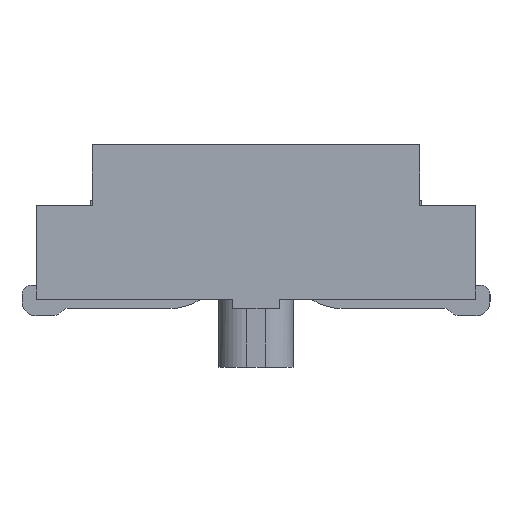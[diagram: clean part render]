
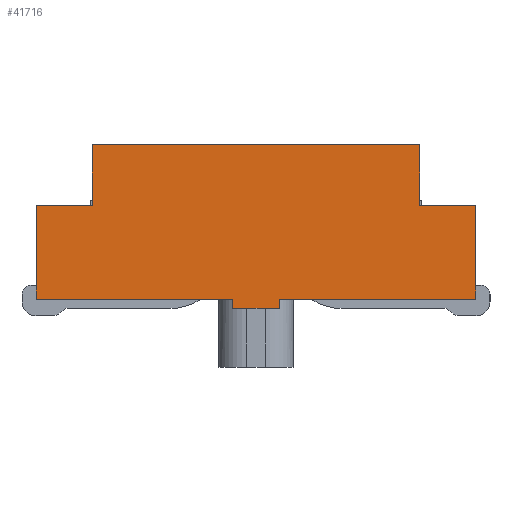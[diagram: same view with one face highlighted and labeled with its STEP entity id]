
A CAD part, left-side view. The second image highlights one B-rep face of the part: STEP entity #41716.
In plain terms, the highlighted planar face has unit normal (-1, 0, 0).
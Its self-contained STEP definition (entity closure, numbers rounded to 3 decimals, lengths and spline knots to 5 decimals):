
#3122=FACE_OUTER_BOUND($,#5213,.T.);
#5213=EDGE_LOOP($,(#30865,#30866,#30867,#30868,#30869,#30870,#30871,#30872,
#30873,#30874,#30875,#30876));
#6875=LINE($,#59522,#11647);
#6902=LINE($,#59575,#11674);
#7017=LINE($,#59805,#11789);
#8498=LINE($,#62562,#13270);
#8501=LINE($,#62567,#13273);
#8504=LINE($,#62573,#13276);
#8508=LINE($,#62581,#13280);
#8558=LINE($,#62680,#13330);
#8562=LINE($,#62689,#13334);
#8582=LINE($,#62730,#13354);
#8599=LINE($,#62767,#13371);
#8639=LINE($,#62984,#13411);
#11647=VECTOR($,#47150,0.1);
#11674=VECTOR($,#47189,0.1);
#11789=VECTOR($,#47314,0.01);
#13270=VECTOR($,#49487,0.065);
#13273=VECTOR($,#49492,0.06);
#13276=VECTOR($,#49497,0.06);
#13280=VECTOR($,#49503,0.065);
#13330=VECTOR($,#49603,0.21);
#13334=VECTOR($,#49611,0.21);
#13354=VECTOR($,#49633,0.01);
#13371=VECTOR($,#49678,0.05);
#13411=VECTOR($,#49964,0.35);
#16408=VERTEX_POINT($,#59519);
#16409=VERTEX_POINT($,#59521);
#16428=VERTEX_POINT($,#59573);
#16429=VERTEX_POINT($,#59574);
#16538=VERTEX_POINT($,#59802);
#16539=VERTEX_POINT($,#59804);
#17468=VERTEX_POINT($,#62559);
#17469=VERTEX_POINT($,#62561);
#17472=VERTEX_POINT($,#62571);
#17475=VERTEX_POINT($,#62579);
#17499=VERTEX_POINT($,#62679);
#17522=VERTEX_POINT($,#62729);
#20723=EDGE_CURVE($,#16409,#16408,#6875,.T.);
#20750=EDGE_CURVE($,#16428,#16429,#6902,.T.);
#20865=EDGE_CURVE($,#16539,#16538,#7017,.T.);
#22346=EDGE_CURVE($,#17469,#17468,#8498,.T.);
#22349=EDGE_CURVE($,#17468,#16409,#8501,.T.);
#22352=EDGE_CURVE($,#16428,#17472,#8504,.T.);
#22356=EDGE_CURVE($,#17472,#17475,#8508,.T.);
#22407=EDGE_CURVE($,#17499,#16429,#8558,.T.);
#22413=EDGE_CURVE($,#16408,#16539,#8562,.T.);
#22433=EDGE_CURVE($,#17499,#17522,#8582,.T.);
#22452=EDGE_CURVE($,#17522,#16538,#8599,.T.);
#22504=EDGE_CURVE($,#17469,#17475,#8639,.T.);
#30865=ORIENTED_EDGE($,*,*,#20723,.T.);
#30866=ORIENTED_EDGE($,*,*,#22413,.T.);
#30867=ORIENTED_EDGE($,*,*,#20865,.T.);
#30868=ORIENTED_EDGE($,*,*,#22452,.F.);
#30869=ORIENTED_EDGE($,*,*,#22433,.F.);
#30870=ORIENTED_EDGE($,*,*,#22407,.T.);
#30871=ORIENTED_EDGE($,*,*,#20750,.F.);
#30872=ORIENTED_EDGE($,*,*,#22352,.T.);
#30873=ORIENTED_EDGE($,*,*,#22356,.T.);
#30874=ORIENTED_EDGE($,*,*,#22504,.F.);
#30875=ORIENTED_EDGE($,*,*,#22346,.T.);
#30876=ORIENTED_EDGE($,*,*,#22349,.T.);
#40510=PLANE($,#43782);
#41716=ADVANCED_FACE($,(#3122),#40510,.F.);
#43782=AXIS2_PLACEMENT_3D($,#62985,#49965,#49966);
#47150=DIRECTION($,(0.,0.,-1.));
#47189=DIRECTION($,(0.,0.,-1.));
#47314=DIRECTION($,(0.,0.,-1.));
#49487=DIRECTION($,(0.,0.,-1.));
#49492=DIRECTION($,(0.,1.,0.));
#49497=DIRECTION($,(0.,1.,0.));
#49503=DIRECTION($,(0.,0.,1.));
#49603=DIRECTION($,(0.,-1.,0.));
#49611=DIRECTION($,(0.,-1.,0.));
#49633=DIRECTION($,(0.,0.,-1.));
#49678=DIRECTION($,(0.,1.,0.));
#49964=DIRECTION($,(0.,-1.,0.));
#49965=DIRECTION('center_axis',(1.,0.,0.));
#49966=DIRECTION('ref_axis',(0.,1.,0.));
#59519=CARTESIAN_POINT('',(-0.703,0.235,0.014));
#59521=CARTESIAN_POINT('',(-0.703,0.235,0.114));
#59522=CARTESIAN_POINT($,(-0.703,0.235,0.179));
#59573=CARTESIAN_POINT('',(-0.703,-0.235,0.114));
#59574=CARTESIAN_POINT('',(-0.703,-0.235,0.014));
#59575=CARTESIAN_POINT($,(-0.703,-0.235,0.179));
#59802=CARTESIAN_POINT('',(-0.703,0.025,0.004));
#59804=CARTESIAN_POINT('',(-0.703,0.025,0.014));
#59805=CARTESIAN_POINT($,(-0.703,0.025,0.024));
#62559=CARTESIAN_POINT('',(-0.703,0.175,0.114));
#62561=CARTESIAN_POINT('',(-0.703,0.175,0.179));
#62562=CARTESIAN_POINT($,(-0.703,0.175,0.179));
#62567=CARTESIAN_POINT($,(-0.703,0.175,0.114));
#62571=CARTESIAN_POINT('',(-0.703,-0.175,0.114));
#62573=CARTESIAN_POINT($,(-0.703,-0.235,0.114));
#62579=CARTESIAN_POINT('',(-0.703,-0.175,0.179));
#62581=CARTESIAN_POINT($,(-0.703,-0.175,0.114));
#62679=CARTESIAN_POINT('',(-0.703,-0.025,0.014));
#62680=CARTESIAN_POINT($,(-0.703,0.235,0.014));
#62689=CARTESIAN_POINT($,(-0.703,0.235,0.014));
#62729=CARTESIAN_POINT('',(-0.703,-0.025,0.004));
#62730=CARTESIAN_POINT($,(-0.703,-0.025,0.024));
#62767=CARTESIAN_POINT($,(-0.703,-0.025,0.004));
#62984=CARTESIAN_POINT($,(-0.703,0.235,0.179));
#62985=CARTESIAN_POINT('Origin',(-0.703,0.235,0.179));
